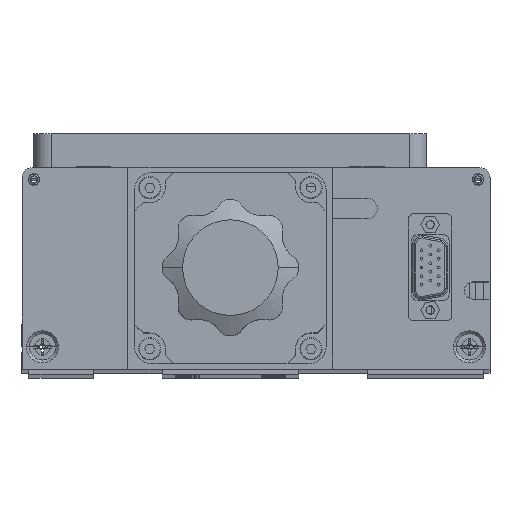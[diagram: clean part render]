
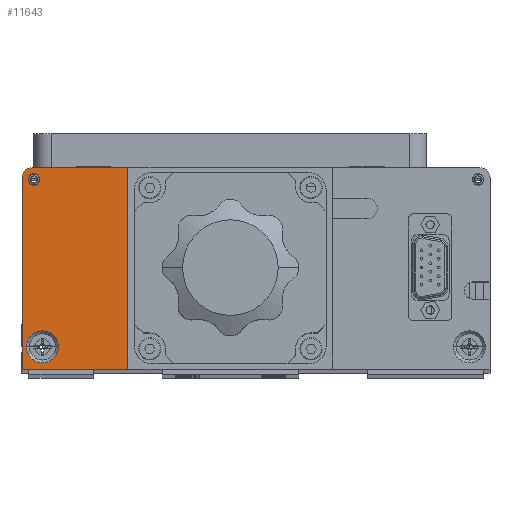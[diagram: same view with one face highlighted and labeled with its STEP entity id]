
A CAD part, top view. The second image highlights one B-rep face of the part: STEP entity #11643.
In plain terms, the highlighted planar face has unit normal (0, 0, 1).
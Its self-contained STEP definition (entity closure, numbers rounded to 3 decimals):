
#394 = CIRCLE ( 'NONE', #18647, 3. ) ;
#750 = ORIENTED_EDGE ( 'NONE', *, *, #19422, .T. ) ;
#1641 = CARTESIAN_POINT ( 'NONE',  ( -186.536, -18.67, 106.166 ) ) ;
#1660 = VERTEX_POINT ( 'NONE', #29866 ) ;
#2462 = FACE_BOUND ( 'NONE', #30619, .T. ) ;
#2686 = LINE ( 'NONE', #18097, #27218 ) ;
#3223 = CIRCLE ( 'NONE', #18539, 1.65 ) ;
#3254 = CARTESIAN_POINT ( 'NONE',  ( -195.936, -18.67, 106.166 ) ) ;
#3495 = FACE_OUTER_BOUND ( 'NONE', #28278, .T. ) ;
#3606 = DIRECTION ( 'NONE',  ( 1., 0., 0. ) ) ;
#3614 = DIRECTION ( 'NONE',  ( 0., 0., 1. ) ) ;
#3654 = CARTESIAN_POINT ( 'NONE',  ( -194.236, 30.83, 106.166 ) ) ;
#3905 = VECTOR ( 'NONE', #37427, 1000. ) ;
#3928 = EDGE_CURVE ( 'NONE', #15926, #24333, #29530, .T. ) ;
#3941 = PLANE ( 'NONE',  #19508 ) ;
#4486 = LINE ( 'NONE', #34998, #13035 ) ;
#4573 = EDGE_CURVE ( 'NONE', #1660, #21465, #2686, .T. ) ;
#5309 = EDGE_CURVE ( 'NONE', #36945, #1660, #29109, .T. ) ;
#6455 = AXIS2_PLACEMENT_3D ( 'NONE', #36763, #17586, #39962 ) ;
#6472 = DIRECTION ( 'NONE',  ( 0., 0., 1. ) ) ;
#6864 = ORIENTED_EDGE ( 'NONE', *, *, #3928, .F. ) ;
#9381 = VERTEX_POINT ( 'NONE', #30161 ) ;
#9411 = ORIENTED_EDGE ( 'NONE', *, *, #5309, .T. ) ;
#11643 = ADVANCED_FACE ( 'NONE', ( #18510, #3495, #2462 ), #3941, .T. ) ;
#12443 = LINE ( 'NONE', #27752, #3905 ) ;
#12495 = CARTESIAN_POINT ( 'NONE',  ( -191.236, -18.67, 106.166 ) ) ;
#13035 = VECTOR ( 'NONE', #41289, 1000. ) ;
#13108 = ORIENTED_EDGE ( 'NONE', *, *, #27418, .T. ) ;
#13230 = EDGE_CURVE ( 'NONE', #24333, #15926, #3223, .T. ) ;
#15007 = VERTEX_POINT ( 'NONE', #1641 ) ;
#15681 = DIRECTION ( 'NONE',  ( 1., 0., 0. ) ) ;
#15926 = VERTEX_POINT ( 'NONE', #26486 ) ;
#16220 = CARTESIAN_POINT ( 'NONE',  ( -193.736, 30.33, 106.166 ) ) ;
#16983 = ORIENTED_EDGE ( 'NONE', *, *, #19268, .F. ) ;
#17484 = DIRECTION ( 'NONE',  ( 1., 0., 0. ) ) ;
#17586 = DIRECTION ( 'NONE',  ( 0., 0., 1. ) ) ;
#18097 = CARTESIAN_POINT ( 'NONE',  ( -166.236, 33.83, 106.166 ) ) ;
#18510 = FACE_BOUND ( 'NONE', #21562, .T. ) ;
#18539 = AXIS2_PLACEMENT_3D ( 'NONE', #16220, #38598, #19440 ) ;
#18647 = AXIS2_PLACEMENT_3D ( 'NONE', #25627, #6472, #28849 ) ;
#19268 = EDGE_CURVE ( 'NONE', #15007, #23320, #38479, .T. ) ;
#19422 = EDGE_CURVE ( 'NONE', #9381, #32887, #12443, .T. ) ;
#19440 = DIRECTION ( 'NONE',  ( 1., 0., 0. ) ) ;
#19508 = AXIS2_PLACEMENT_3D ( 'NONE', #3654, #3614, #3606 ) ;
#20706 = CARTESIAN_POINT ( 'NONE',  ( -193.736, 30.33, 106.166 ) ) ;
#21465 = VERTEX_POINT ( 'NONE', #24954 ) ;
#21562 = EDGE_LOOP ( 'NONE', ( #16983, #34354 ) ) ;
#23320 = VERTEX_POINT ( 'NONE', #3254 ) ;
#23711 = CARTESIAN_POINT ( 'NONE',  ( -197.236, -25.17, 106.166 ) ) ;
#23796 = AXIS2_PLACEMENT_3D ( 'NONE', #12495, #34797, #15681 ) ;
#24333 = VERTEX_POINT ( 'NONE', #32441 ) ;
#24454 = CIRCLE ( 'NONE', #23796, 4.7 ) ;
#24954 = CARTESIAN_POINT ( 'NONE',  ( -194.236, 33.83, 106.166 ) ) ;
#25627 = CARTESIAN_POINT ( 'NONE',  ( -194.236, 30.83, 106.166 ) ) ;
#26418 = CARTESIAN_POINT ( 'NONE',  ( -166.236, -25.17, 106.166 ) ) ;
#26486 = CARTESIAN_POINT ( 'NONE',  ( -192.086, 30.33, 106.166 ) ) ;
#27218 = VECTOR ( 'NONE', #38248, 1000. ) ;
#27418 = EDGE_CURVE ( 'NONE', #32887, #36945, #4486, .T. ) ;
#27752 = CARTESIAN_POINT ( 'NONE',  ( -197.236, 30.83, 106.166 ) ) ;
#28099 = VECTOR ( 'NONE', #32212, 1000. ) ;
#28278 = EDGE_LOOP ( 'NONE', ( #30451, #750, #13108, #9411, #29945 ) ) ;
#28849 = DIRECTION ( 'NONE',  ( 1., 0., 0. ) ) ;
#29109 = LINE ( 'NONE', #32908, #28099 ) ;
#29530 = CIRCLE ( 'NONE', #34870, 1.65 ) ;
#29866 = CARTESIAN_POINT ( 'NONE',  ( -166.236, 33.83, 106.166 ) ) ;
#29945 = ORIENTED_EDGE ( 'NONE', *, *, #4573, .T. ) ;
#30161 = CARTESIAN_POINT ( 'NONE',  ( -197.236, 30.83, 106.166 ) ) ;
#30451 = ORIENTED_EDGE ( 'NONE', *, *, #30786, .T. ) ;
#30619 = EDGE_LOOP ( 'NONE', ( #35904, #6864 ) ) ;
#30786 = EDGE_CURVE ( 'NONE', #21465, #9381, #394, .T. ) ;
#32212 = DIRECTION ( 'NONE',  ( 0., 1., 0. ) ) ;
#32441 = CARTESIAN_POINT ( 'NONE',  ( -195.386, 30.33, 106.166 ) ) ;
#32887 = VERTEX_POINT ( 'NONE', #23711 ) ;
#32908 = CARTESIAN_POINT ( 'NONE',  ( -166.236, 33.83, 106.166 ) ) ;
#34354 = ORIENTED_EDGE ( 'NONE', *, *, #34968, .F. ) ;
#34797 = DIRECTION ( 'NONE',  ( 0., 0., 1. ) ) ;
#34870 = AXIS2_PLACEMENT_3D ( 'NONE', #20706, #39713, #17484 ) ;
#34968 = EDGE_CURVE ( 'NONE', #23320, #15007, #24454, .T. ) ;
#34998 = CARTESIAN_POINT ( 'NONE',  ( -166.236, -25.17, 106.166 ) ) ;
#35904 = ORIENTED_EDGE ( 'NONE', *, *, #13230, .F. ) ;
#36763 = CARTESIAN_POINT ( 'NONE',  ( -191.236, -18.67, 106.166 ) ) ;
#36945 = VERTEX_POINT ( 'NONE', #26418 ) ;
#37427 = DIRECTION ( 'NONE',  ( 0., -1., 0. ) ) ;
#38248 = DIRECTION ( 'NONE',  ( -1., 0., 0. ) ) ;
#38479 = CIRCLE ( 'NONE', #6455, 4.7 ) ;
#38598 = DIRECTION ( 'NONE',  ( 0., 0., 1. ) ) ;
#39713 = DIRECTION ( 'NONE',  ( 0., 0., 1. ) ) ;
#39962 = DIRECTION ( 'NONE',  ( 1., 0., 0. ) ) ;
#41289 = DIRECTION ( 'NONE',  ( 1., 0., 0. ) ) ;
